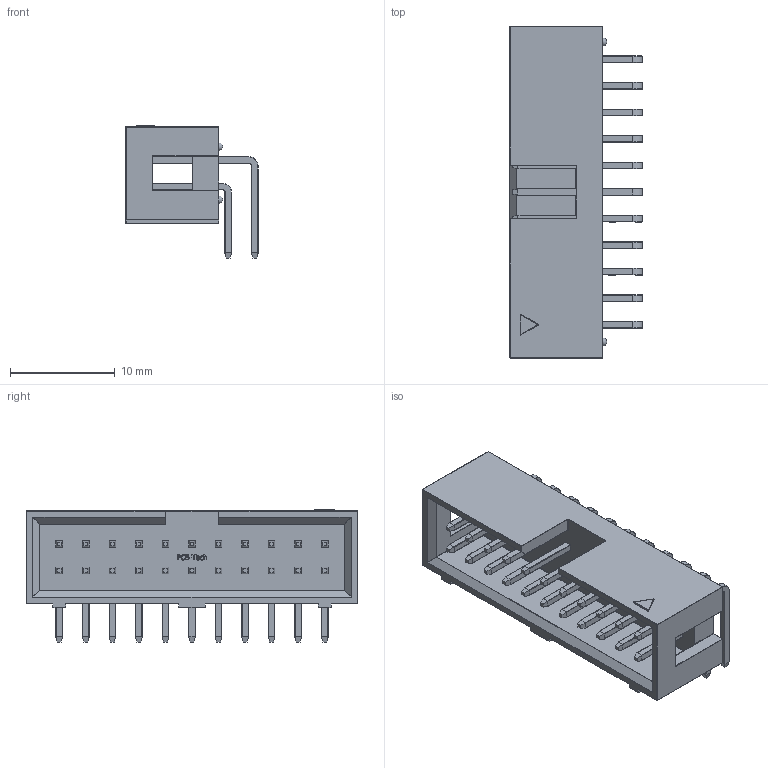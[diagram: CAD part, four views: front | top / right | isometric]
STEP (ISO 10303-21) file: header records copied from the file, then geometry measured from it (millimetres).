
FILE_DESCRIPTION(/* description */ (''),/* implementation_level */ '2;1');
FILE_NAME(/* name */ '22-Pin Shrouded Header (IDC) Right Angle.STEP',/* time_stamp */ '2019-09-21T08:49:38+02:00',/* author */ ('Bernd das Brot'),/* organization */ (''),/* preprocessor_version */ 'ST-DEVELOPER v17',/* originating_system */ 'Autodesk Inventor 2019',/* authorisation */ '');
FILE_SCHEMA (('AUTOMOTIVE_DESIGN { 1 0 10303 214 3 1 1 }'));
Length unit declared in the file: millimetre
Products named in the file (4): 22-Pin Shrouded Header (IDC) Right Angle; Lower Contact; Upper Contact; 22-Pin Shrouded Header Body
Assembly tree (23 placements, depth 2):
  22-Pin Shrouded Header (IDC) Right Angle
    Lower Contact  x11
    Upper Contact  x11
    22-Pin Shrouded Header Body
Bounding box: 12.65 x 31.75 x 12.67 mm (x, y, z)
Volume: 1381.2 mm3; surface area: 2816.7 mm2
Topology: 23 solids, 23 shells, 1118 faces, 2812 edges, 1749 vertices
Faces by surface type: plane 546, cylinder 340, torus 111, bspline 80, sphere 41
Entity records: 16291 total; most frequent: CARTESIAN_POINT 3930, ORIENTED_EDGE 2576, DIRECTION 2401, EDGE_CURVE 1288, LINE 817, VECTOR 817, AXIS2_PLACEMENT_3D 792, VERTEX_POINT 789
